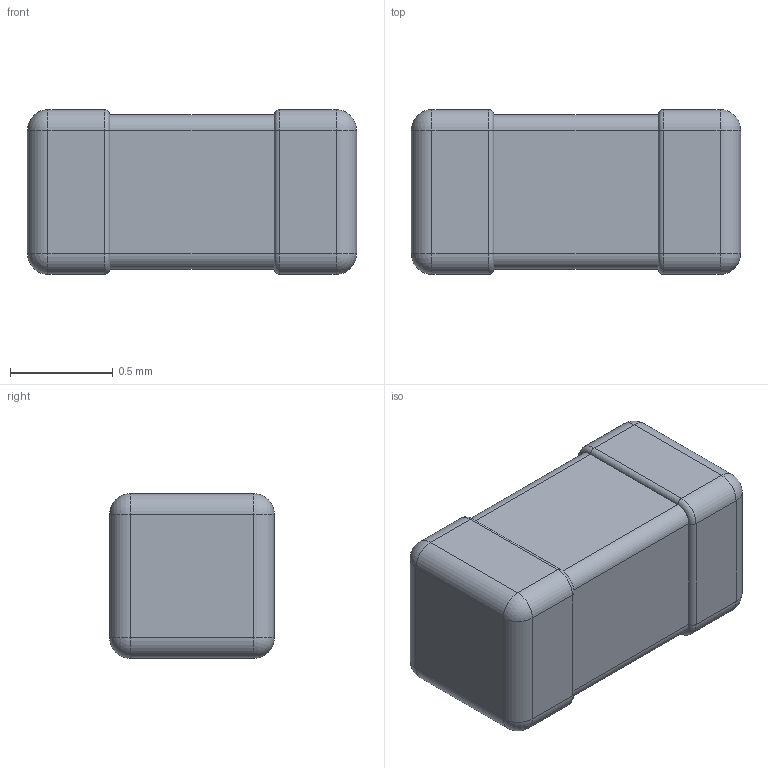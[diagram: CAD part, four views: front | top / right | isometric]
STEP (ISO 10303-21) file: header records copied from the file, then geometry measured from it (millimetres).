
FILE_DESCRIPTION(('STEP AP242'),'1');
FILE_NAME('ntcs0603e3103flt.stp','2022-03-09T02:05:57',('TraceParts'),('TraceParts S.A.'),'Spatial InterOp 3D',' ',' ');
FILE_SCHEMA(('AP242_MANAGED_MODEL_BASED_3D_ENGINEERING_MIM_LF {1 0 10303 442 1 1 4}'));
Length unit declared in the file: millimetre
Products named in the file (1): ntcs0603e3103flt
Bounding box: 1.6 x 0.8 x 0.8 mm (x, y, z)
Volume: 0.9 mm3; surface area: 5.8 mm2
Topology: 1 solids, 1 shells, 58 faces, 120 edges, 56 vertices
Faces by surface type: cylinder 28, plane 14, sphere 8, torus 8
Entity records: 1513 total; most frequent: DIRECTION 286, CARTESIAN_POINT 227, ORIENTED_EDGE 224, AXIS2_PLACEMENT_3D 115, EDGE_CURVE 112, ADVANCED_FACE 58, FACE_OUTER_BOUND 58, EDGE_LOOP 58
